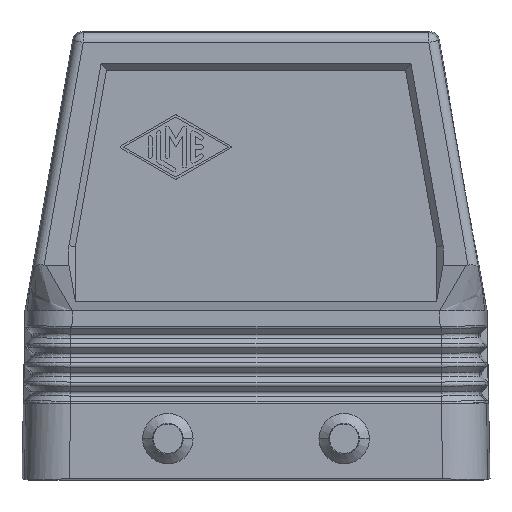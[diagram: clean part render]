
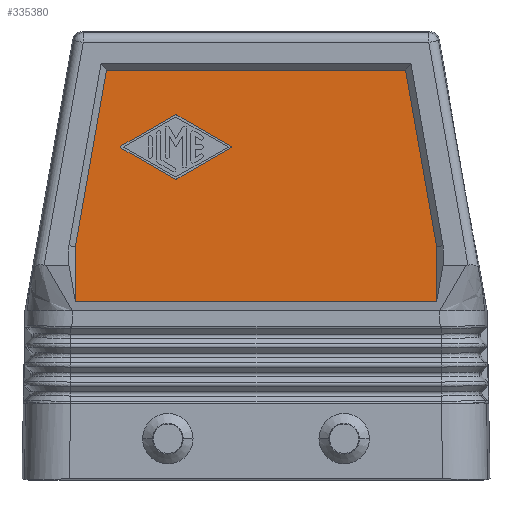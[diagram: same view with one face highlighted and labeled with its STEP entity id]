
A CAD part, left-side view. The second image highlights one B-rep face of the part: STEP entity #335380.
In plain terms, the highlighted planar face has unit normal (-1, 0, 0).
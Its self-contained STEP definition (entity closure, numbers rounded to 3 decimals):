
#20070=CARTESIAN_POINT('',(74.12,48.487,
51.855));
#20080=VERTEX_POINT('',#20070);
#20230=CARTESIAN_POINT('',(74.12,40.071,
47.044));
#20240=VERTEX_POINT('',#20230);
#20270=CARTESIAN_POINT('',(74.12,24.963,
38.409));
#20280=DIRECTION('',(0.,-0.868,-0.496));
#20290=VECTOR('',#20280,1.);
#20300=LINE('',#20270,#20290);
#20310=EDGE_CURVE('',#20080,#20240,#20300,.T.);
#22360=CARTESIAN_POINT('',(74.12,39.74,
47.044));
#22370=VERTEX_POINT('',#22360);
#22400=CARTESIAN_POINT('',(74.12,39.906,47.334));
#22410=DIRECTION('',(-1.,0.,0.));
#22420=DIRECTION('',(0.,-1.,0.));
#22430=AXIS2_PLACEMENT_3D('',#22400,#22410,#22420);
#22440=CIRCLE('',#22430,0.333);
#22450=EDGE_CURVE('',#20240,#22370,#22440,.T.);
#109570=CARTESIAN_POINT('',(74.12,39.74,
56.956));
#109580=VERTEX_POINT('',#109570);
#109740=CARTESIAN_POINT('',(74.12,40.071,
56.956));
#109750=VERTEX_POINT('',#109740);
#109780=CARTESIAN_POINT('',(74.12,39.906,56.666));
#109790=DIRECTION('',(-1.,0.,0.));
#109800=DIRECTION('',(0.,-1.,0.));
#109810=AXIS2_PLACEMENT_3D('',#109780,#109790,#109800);
#109820=CIRCLE('',#109810,0.333);
#109830=EDGE_CURVE('',#109580,#109750,#109820,.T.);
#180560=CARTESIAN_POINT('',(74.12,31.324,
51.855));
#180570=VERTEX_POINT('',#180560);
#180600=CARTESIAN_POINT('',(74.12,24.963,
55.491));
#180610=DIRECTION('',(0.,-0.868,0.496));
#180620=VECTOR('',#180610,1.);
#180630=LINE('',#180600,#180620);
#180640=EDGE_CURVE('',#22370,#180570,#180630,.T.);
#180870=CARTESIAN_POINT('',(74.12,31.324,
52.145));
#180880=VERTEX_POINT('',#180870);
#180980=CARTESIAN_POINT('',(74.12,24.963,
48.509));
#180990=DIRECTION('',(0.,0.868,0.496));
#181000=VECTOR('',#180990,1.);
#181010=LINE('',#180980,#181000);
#181020=EDGE_CURVE('',#180880,#109580,#181010,.T.);
#192260=CARTESIAN_POINT('',(74.12,-0.759,
27.871));
#192270=VERTEX_POINT('',#192260);
#192300=CARTESIAN_POINT('',(74.12,-0.759,
34.229));
#192310=DIRECTION('',(0.,0.,1.));
#192320=VECTOR('',#192310,1.);
#192330=LINE('',#192300,#192320);
#192340=CARTESIAN_POINT('',(74.12,-0.759,
36.494));
#192350=VERTEX_POINT('',#192340);
#192360=EDGE_CURVE('',#192270,#192350,#192330,.T.);
#245310=CARTESIAN_POINT('',(74.12,-1.158,
34.229));
#245320=DIRECTION('',(0.,0.174,0.985));
#245330=VECTOR('',#245320,1.);
#245340=LINE('',#245310,#245330);
#245350=CARTESIAN_POINT('',(74.12,4.087,
64.));
#245360=VERTEX_POINT('',#245350);
#245370=EDGE_CURVE('',#192350,#245360,#245340,.T.);
#269750=CARTESIAN_POINT('',(74.12,48.487,
52.145));
#269760=VERTEX_POINT('',#269750);
#269790=CARTESIAN_POINT('',(74.12,24.963,
65.591));
#269800=DIRECTION('',(0.,0.868,-0.496));
#269810=VECTOR('',#269800,1.);
#269820=LINE('',#269790,#269810);
#269830=EDGE_CURVE('',#109750,#269760,#269820,.T.);
#333410=CARTESIAN_POINT('',(74.12,48.405,52.));
#333420=DIRECTION('',(-1.,0.,0.));
#333430=DIRECTION('',(0.,-1.,0.));
#333440=AXIS2_PLACEMENT_3D('',#333410,#333420,#333430);
#333450=CIRCLE('',#333440,0.167);
#333460=EDGE_CURVE('',#269760,#20080,#333450,.T.);
#333720=CARTESIAN_POINT('',(74.12,25.163,
64.));
#333730=DIRECTION('',(0.,1.,0.));
#333740=VECTOR('',#333730,1.);
#333750=LINE('',#333720,#333740);
#333760=CARTESIAN_POINT('',(74.12,50.734,
64.));
#333770=VERTEX_POINT('',#333760);
#333780=EDGE_CURVE('',#245360,#333770,#333750,.T.);
#334100=CARTESIAN_POINT('',(74.12,55.979,
34.229));
#334110=DIRECTION('',(0.,-0.174,0.985));
#334120=VECTOR('',#334110,1.);
#334130=LINE('',#334100,#334120);
#334140=CARTESIAN_POINT('',(74.12,55.579,
36.5));
#334150=VERTEX_POINT('',#334140);
#334160=EDGE_CURVE('',#334150,#333770,#334130,.T.);
#334710=CARTESIAN_POINT('',(74.12,55.579,
34.229));
#334720=DIRECTION('',(0.,0.,1.));
#334730=VECTOR('',#334720,1.);
#334740=LINE('',#334710,#334730);
#334750=CARTESIAN_POINT('',(74.12,55.579,
27.871));
#334760=VERTEX_POINT('',#334750);
#334770=EDGE_CURVE('',#334760,#334150,#334740,.T.);
#335040=CARTESIAN_POINT('',(74.12,54.827,
50.993));
#335050=DIRECTION('',(1.,0.,0.));
#335060=DIRECTION('',(0.,1.,0.));
#335070=AXIS2_PLACEMENT_3D('',#335040,#335050,#335060);
#335080=PLANE('',#335070);
#335090=ORIENTED_EDGE('',*,*,#181020,.F.);
#335100=ORIENTED_EDGE('',*,*,#109830,.F.);
#335110=ORIENTED_EDGE('',*,*,#269830,.F.);
#335120=ORIENTED_EDGE('',*,*,#333460,.F.);
#335130=ORIENTED_EDGE('',*,*,#20310,.F.);
#335140=ORIENTED_EDGE('',*,*,#22450,.F.);
#335150=ORIENTED_EDGE('',*,*,#180640,.F.);
#335160=CARTESIAN_POINT('',(74.12,31.407,52.));
#335170=DIRECTION('',(-1.,0.,0.));
#335180=DIRECTION('',(0.,-1.,0.));
#335190=AXIS2_PLACEMENT_3D('',#335160,#335170,#335180);
#335200=CIRCLE('',#335190,0.167);
#335210=EDGE_CURVE('',#180570,#180880,#335200,.T.);
#335220=ORIENTED_EDGE('',*,*,#335210,.F.);
#335230=EDGE_LOOP('',(#335220,#335150,#335140,#335130,#335120,#335110,
#335100,#335090));
#335240=FACE_BOUND('',#335230,.T.);
#335250=ORIENTED_EDGE('',*,*,#334770,.F.);
#335260=ORIENTED_EDGE('',*,*,#334160,.F.);
#335270=ORIENTED_EDGE('',*,*,#333780,.T.);
#335280=ORIENTED_EDGE('',*,*,#245370,.T.);
#335290=ORIENTED_EDGE('',*,*,#192360,.T.);
#335300=CARTESIAN_POINT('',(74.12,25.163,
27.871));
#335310=DIRECTION('',(0.,1.,0.));
#335320=VECTOR('',#335310,1.);
#335330=LINE('',#335300,#335320);
#335340=EDGE_CURVE('',#192270,#334760,#335330,.T.);
#335350=ORIENTED_EDGE('',*,*,#335340,.F.);
#335360=EDGE_LOOP('',(#335350,#335290,#335280,#335270,#335260,#335250));
#335370=FACE_OUTER_BOUND('',#335360,.T.);
#335380=ADVANCED_FACE('',(#335240,#335370),#335080,.F.);
